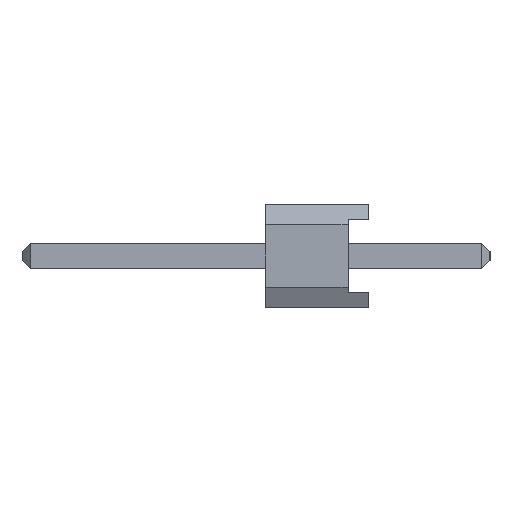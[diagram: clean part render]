
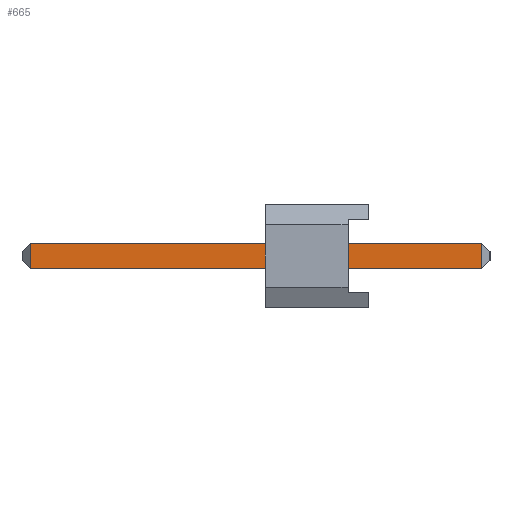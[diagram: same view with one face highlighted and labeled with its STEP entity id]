
A CAD part, left-side view. The second image highlights one B-rep face of the part: STEP entity #665.
In plain terms, the highlighted face is planar.
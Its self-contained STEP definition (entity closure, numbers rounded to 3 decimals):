
#139=FACE_OUTER_BOUND('',#171,.T.);
#171=EDGE_LOOP('',(#499,#500,#501,#502));
#200=LINE('',#1027,#276);
#217=LINE('',#1062,#293);
#218=LINE('',#1064,#294);
#219=LINE('',#1065,#295);
#276=VECTOR('',#825,1000.);
#293=VECTOR('',#854,1000.);
#294=VECTOR('',#855,1000.);
#295=VECTOR('',#856,1000.);
#352=VERTEX_POINT('',#1024);
#353=VERTEX_POINT('',#1026);
#365=VERTEX_POINT('',#1061);
#366=VERTEX_POINT('',#1063);
#400=EDGE_CURVE('',#353,#352,#200,.T.);
#417=EDGE_CURVE('',#353,#365,#217,.T.);
#418=EDGE_CURVE('',#352,#366,#218,.T.);
#419=EDGE_CURVE('',#366,#365,#219,.T.);
#499=ORIENTED_EDGE('',*,*,#417,.F.);
#500=ORIENTED_EDGE('',*,*,#400,.T.);
#501=ORIENTED_EDGE('',*,*,#418,.T.);
#502=ORIENTED_EDGE('',*,*,#419,.T.);
#633=PLANE('',#763);
#665=ADVANCED_FACE('',(#139),#633,.F.);
#763=AXIS2_PLACEMENT_3D('',#1060,#852,#853);
#825=DIRECTION('',(0.,1.,0.));
#852=DIRECTION('center_axis',(-1.,0.,0.));
#853=DIRECTION('ref_axis',(0.,0.,1.));
#854=DIRECTION('',(0.,0.,1.));
#855=DIRECTION('',(0.,0.,1.));
#856=DIRECTION('',(0.,-1.,0.));
#1024=CARTESIAN_POINT('',(0.32,0.32,-5.57));
#1026=CARTESIAN_POINT('',(0.32,-0.32,-5.57));
#1027=CARTESIAN_POINT('',(0.32,-0.32,-5.57));
#1060=CARTESIAN_POINT('Origin',(0.32,-0.32,-5.77));
#1061=CARTESIAN_POINT('',(0.32,-0.32,5.57));
#1062=CARTESIAN_POINT('',(0.32,-0.32,-5.77));
#1063=CARTESIAN_POINT('',(0.32,0.32,5.57));
#1064=CARTESIAN_POINT('',(0.32,0.32,-5.77));
#1065=CARTESIAN_POINT('',(0.32,-0.32,5.57));
